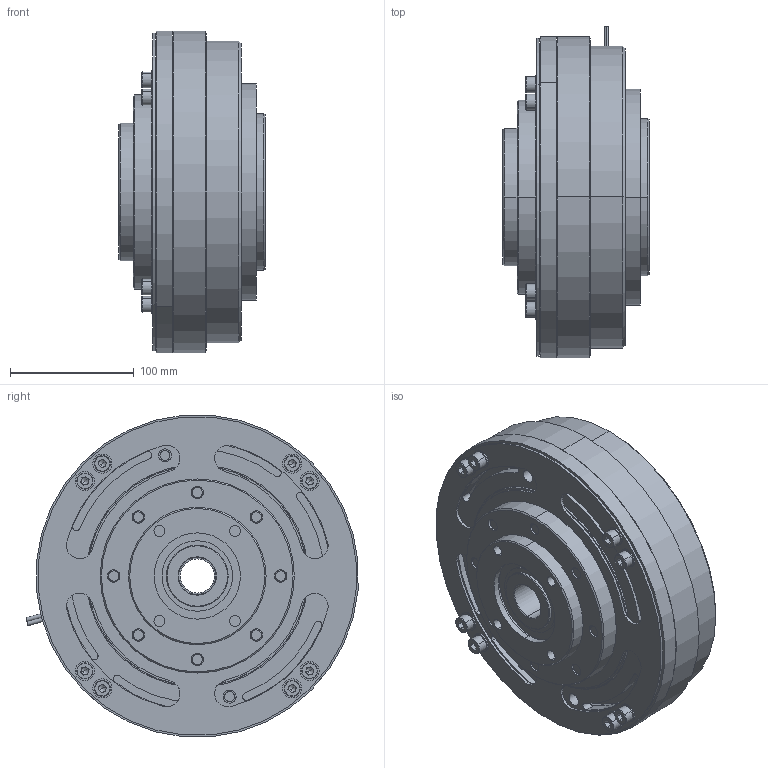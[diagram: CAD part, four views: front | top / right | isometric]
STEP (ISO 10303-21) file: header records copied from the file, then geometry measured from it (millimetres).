
FILE_DESCRIPTION (( 'STEP AP203' ), '1' );
FILE_NAME ('MMC 60E-02_80004243.STEP', '2016-08-11T02:33:45', ( ' ' ), ( '' ), 'SwSTEP 2.0', 'SolidWorks 2009', '' );
FILE_SCHEMA (( 'CONFIG_CONTROL_DESIGN' ));
Length unit declared in the file: millimetre
Products named in the file (1): MMC 60E-02_80004243
Bounding box: 118.3 x 268.5 x 260.01 mm (x, y, z)
Volume: 4150194.6 mm3; surface area: 334756.7 mm2
Topology: 1 solids, 1 shells, 573 faces, 1341 edges, 838 vertices
Faces by surface type: cylinder 277, plane 196, cone 66, torus 34
Entity records: 16696 total; most frequent: DIRECTION 3227, CARTESIAN_POINT 2810, ORIENTED_EDGE 2650, AXIS2_PLACEMENT_3D 1331, EDGE_CURVE 1325, VERTEX_POINT 838, CIRCLE 757, EDGE_LOOP 699
